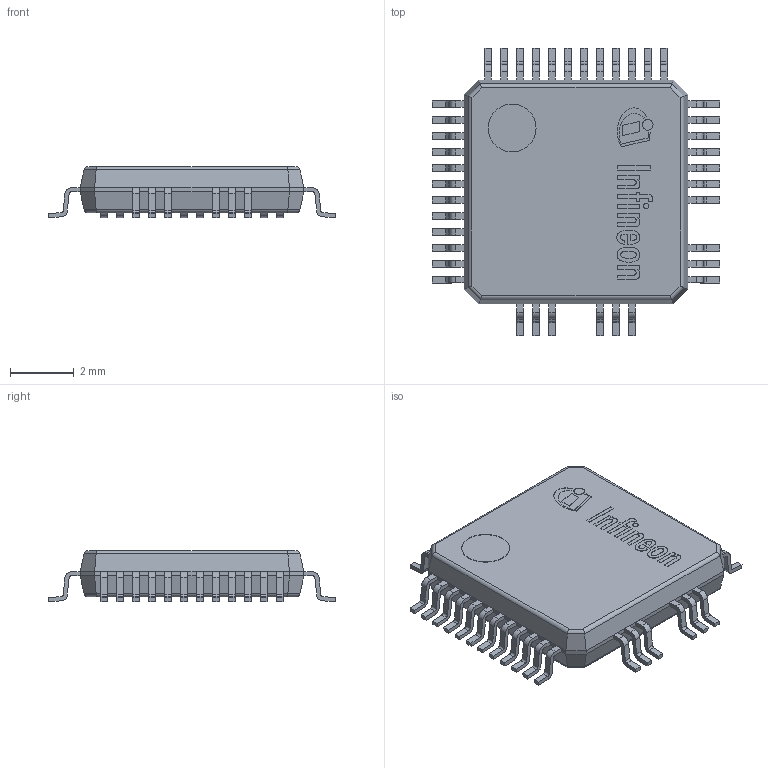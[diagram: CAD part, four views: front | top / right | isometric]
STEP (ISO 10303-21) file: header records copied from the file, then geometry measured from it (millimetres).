
FILE_DESCRIPTION(/* description */ (''),/* implementation_level */ '2;1');
FILE_NAME(/* name */ 'PG-LQFP-40-1_Z8B00189364_V01_3D.stp',/* time_stamp */ '2022-03-31T10:49:09+05:00',/* author */ ('janartha'),/* organization */ (''),/* preprocessor_version */ 'ST-DEVELOPER v16.13',/* originating_system */ 'AutoCAD Mechanical',/* authorisation */ '');
FILE_SCHEMA (('AUTOMOTIVE_DESIGN { 1 0 10303 214 3 1 1 }'));
Length unit declared in the file: millimetre
Products named in the file (1): Product
Bounding box: 9 x 9 x 1.61 mm (x, y, z)
Volume: 69.5 mm3; surface area: 373.9 mm2
Topology: 56 solids, 56 shells, 724 faces, 1817 edges, 1206 vertices
Faces by surface type: plane 524, cylinder 182, bspline 18
Full cylindrical faces by diameter (mm): 0.167 x1, 0.334 x1, 1.5 x2
Entity records: 21669 total; most frequent: CARTESIAN_POINT 4118, ORIENTED_EDGE 3626, DIRECTION 3539, EDGE_CURVE 1813, LINE 1429, VECTOR 1429, VERTEX_POINT 1206, AXIS2_PLACEMENT_3D 1055
